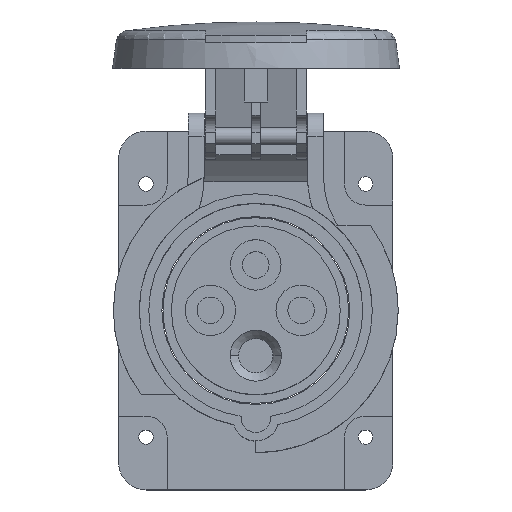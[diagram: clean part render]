
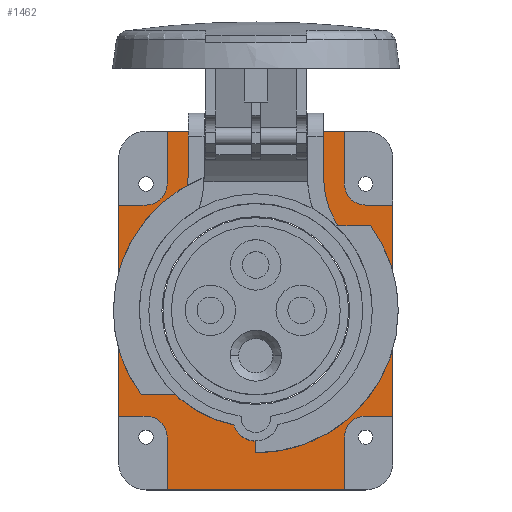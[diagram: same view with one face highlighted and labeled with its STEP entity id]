
A CAD part, top view. The second image highlights one B-rep face of the part: STEP entity #1462.
In plain terms, the highlighted planar face has unit normal (0, 0, 1).
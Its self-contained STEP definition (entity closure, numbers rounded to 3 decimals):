
#1=CARTESIAN_POINT('',(26.,30.,-38.5));
#2=DIRECTION('',(0.,0.,1.));
#3=DIRECTION('',(-1.,0.,0.));
#4=AXIS2_PLACEMENT_3D('',#1,#2,#3);
#6=DIRECTION('',(1.,0.,0.));
#7=VECTOR('',#6,6.5);
#8=CARTESIAN_POINT('',(26.,25.,-38.5));
#9=LINE('',#8,#7);
#10=DIRECTION('',(0.,-1.,0.));
#11=VECTOR('',#10,50.);
#12=CARTESIAN_POINT('',(32.5,25.,-38.5));
#13=LINE('',#12,#11);
#14=CARTESIAN_POINT('',(26.,-30.,-38.5));
#15=DIRECTION('',(0.,0.,1.));
#16=DIRECTION('',(0.,1.,0.));
#17=AXIS2_PLACEMENT_3D('',#14,#15,#16);
#19=DIRECTION('',(0.,-1.,0.));
#20=VECTOR('',#19,12.5);
#21=CARTESIAN_POINT('',(21.,-30.,-38.5));
#22=LINE('',#21,#20);
#23=DIRECTION('',(-1.,0.,0.));
#24=VECTOR('',#23,42.);
#25=CARTESIAN_POINT('',(21.,-42.5,-38.5));
#26=LINE('',#25,#24);
#27=CARTESIAN_POINT('',(-26.,-30.,-38.5));
#28=DIRECTION('',(0.,0.,1.));
#29=DIRECTION('',(1.,0.,0.));
#30=AXIS2_PLACEMENT_3D('',#27,#28,#29);
#32=DIRECTION('',(-1.,0.,0.));
#33=VECTOR('',#32,6.5);
#34=CARTESIAN_POINT('',(-26.,-25.,-38.5));
#35=LINE('',#34,#33);
#36=DIRECTION('',(0.,1.,0.));
#37=VECTOR('',#36,50.);
#38=CARTESIAN_POINT('',(-32.5,-25.,-38.5));
#39=LINE('',#38,#37);
#40=CARTESIAN_POINT('',(-26.,30.,-38.5));
#41=DIRECTION('',(0.,0.,1.));
#42=DIRECTION('',(0.,-1.,0.));
#43=AXIS2_PLACEMENT_3D('',#40,#41,#42);
#45=DIRECTION('',(0.,1.,0.));
#46=VECTOR('',#45,12.5);
#47=CARTESIAN_POINT('',(-21.,30.,-38.5));
#48=LINE('',#47,#46);
#49=CARTESIAN_POINT('',(-38.,31.877,-38.5));
#50=DIRECTION('',(0.,0.,-1.));
#51=DIRECTION('',(1.,0.,0.));
#52=AXIS2_PLACEMENT_3D('',#49,#50,#51);
#54=CARTESIAN_POINT('',(0.,0.,-38.5));
#55=DIRECTION('',(0.,0.,1.));
#56=DIRECTION('',(-0.766,0.643,0.));
#57=AXIS2_PLACEMENT_3D('',#54,#55,#56);
#59=CARTESIAN_POINT('',(0.,0.,-38.5));
#60=DIRECTION('',(0.,0.,1.));
#61=DIRECTION('',(-1.,0.,0.));
#62=AXIS2_PLACEMENT_3D('',#59,#60,#61);
#64=CARTESIAN_POINT('',(0.,-25.45,-38.5));
#65=DIRECTION('',(0.,0.,1.));
#66=DIRECTION('',(-0.954,-0.299,0.));
#67=AXIS2_PLACEMENT_3D('',#64,#65,#66);
#69=CARTESIAN_POINT('',(0.,0.,-38.5));
#70=DIRECTION('',(0.,0.,1.));
#71=DIRECTION('',(0.19,-0.982,0.));
#72=AXIS2_PLACEMENT_3D('',#69,#70,#71);
#74=CARTESIAN_POINT('',(0.,0.,-38.5));
#75=DIRECTION('',(0.,0.,1.));
#76=DIRECTION('',(1.,0.,0.));
#77=AXIS2_PLACEMENT_3D('',#74,#75,#76);
#79=CARTESIAN_POINT('',(38.,31.877,-38.5));
#80=DIRECTION('',(0.,0.,-1.));
#81=DIRECTION('',(-0.766,-0.643,0.));
#82=AXIS2_PLACEMENT_3D('',#79,#80,#81);
#84=DIRECTION('',(0.,1.,0.));
#85=VECTOR('',#84,1.331);
#86=CARTESIAN_POINT('',(16.,31.877,-38.5));
#87=LINE('',#86,#85);
#88=DIRECTION('',(-1.,0.,0.));
#89=VECTOR('',#88,42.);
#90=CARTESIAN_POINT('',(21.,42.5,-38.5));
#91=LINE('',#90,#89);
#108=DIRECTION('',(-1.,0.,0.));
#109=VECTOR('',#108,6.5);
#110=CARTESIAN_POINT('',(-26.,25.,-38.5));
#111=LINE('',#110,#109);
#128=DIRECTION('',(0.,-1.,0.));
#129=VECTOR('',#128,12.5);
#130=CARTESIAN_POINT('',(-21.,-30.,-38.5));
#131=LINE('',#130,#129);
#148=DIRECTION('',(1.,0.,0.));
#149=VECTOR('',#148,6.5);
#150=CARTESIAN_POINT('',(26.,-25.,-38.5));
#151=LINE('',#150,#149);
#168=DIRECTION('',(0.,1.,0.));
#169=VECTOR('',#168,12.5);
#170=CARTESIAN_POINT('',(21.,30.,-38.5));
#171=LINE('',#170,#169);
#762=DIRECTION('',(0.,1.,0.));
#763=VECTOR('',#762,1.331);
#764=CARTESIAN_POINT('',(-16.,31.877,-38.5));
#765=LINE('',#764,#763);
#784=DIRECTION('',(1.,0.,0.));
#785=VECTOR('',#784,32.);
#786=CARTESIAN_POINT('',(-16.,33.209,-38.5));
#787=LINE('',#786,#785);
#1092=CARTESIAN_POINT('',(21.,42.5,-38.5));
#1093=CARTESIAN_POINT('',(-21.,42.5,-38.5));
#1094=VERTEX_POINT('',#1092);
#1095=VERTEX_POINT('',#1093);
#1096=CARTESIAN_POINT('',(21.,30.,-38.5));
#1097=VERTEX_POINT('',#1096);
#1098=CARTESIAN_POINT('',(26.,25.,-38.5));
#1099=VERTEX_POINT('',#1098);
#1100=CARTESIAN_POINT('',(32.5,25.,-38.5));
#1101=VERTEX_POINT('',#1100);
#1102=CARTESIAN_POINT('',(32.5,-25.,-38.5));
#1103=VERTEX_POINT('',#1102);
#1104=CARTESIAN_POINT('',(26.,-25.,-38.5));
#1105=VERTEX_POINT('',#1104);
#1106=CARTESIAN_POINT('',(21.,-30.,-38.5));
#1107=VERTEX_POINT('',#1106);
#1108=CARTESIAN_POINT('',(21.,-42.5,-38.5));
#1109=VERTEX_POINT('',#1108);
#1110=CARTESIAN_POINT('',(-21.,-42.5,-38.5));
#1111=VERTEX_POINT('',#1110);
#1112=CARTESIAN_POINT('',(-21.,-30.,-38.5));
#1113=VERTEX_POINT('',#1112);
#1114=CARTESIAN_POINT('',(-26.,-25.,-38.5));
#1115=VERTEX_POINT('',#1114);
#1116=CARTESIAN_POINT('',(-32.5,-25.,-38.5));
#1117=VERTEX_POINT('',#1116);
#1118=CARTESIAN_POINT('',(-32.5,25.,-38.5));
#1119=VERTEX_POINT('',#1118);
#1120=CARTESIAN_POINT('',(-26.,25.,-38.5));
#1121=VERTEX_POINT('',#1120);
#1122=CARTESIAN_POINT('',(-21.,30.,-38.5));
#1123=VERTEX_POINT('',#1122);
#1124=CARTESIAN_POINT('',(-16.,33.209,-38.5));
#1125=CARTESIAN_POINT('',(16.,33.209,-38.5));
#1126=VERTEX_POINT('',#1124);
#1127=VERTEX_POINT('',#1125);
#1128=CARTESIAN_POINT('',(-16.,31.877,-38.5));
#1129=VERTEX_POINT('',#1128);
#1130=CARTESIAN_POINT('',(-21.145,17.738,-38.5));
#1131=VERTEX_POINT('',#1130);
#1132=CARTESIAN_POINT('',(-27.6,0.,-38.5));
#1133=VERTEX_POINT('',#1132);
#1134=CARTESIAN_POINT('',(-5.248,-27.097,-38.5));
#1135=VERTEX_POINT('',#1134);
#1136=CARTESIAN_POINT('',(5.248,-27.097,-38.5));
#1137=VERTEX_POINT('',#1136);
#1138=CARTESIAN_POINT('',(27.6,0.,-38.5));
#1139=VERTEX_POINT('',#1138);
#1140=CARTESIAN_POINT('',(21.145,17.738,-38.5));
#1141=VERTEX_POINT('',#1140);
#1142=CARTESIAN_POINT('',(16.,31.877,-38.5));
#1143=VERTEX_POINT('',#1142);
#1401=CARTESIAN_POINT('',(0.,0.,-38.5));
#1402=DIRECTION('',(0.,0.,1.));
#1403=DIRECTION('',(1.,0.,0.));
#1404=AXIS2_PLACEMENT_3D('',#1401,#1402,#1403);
#1405=PLANE('',#1404);
#1407=ORIENTED_EDGE('',*,*,#1406,.F.);
#1409=ORIENTED_EDGE('',*,*,#1408,.F.);
#1411=ORIENTED_EDGE('',*,*,#1410,.T.);
#1413=ORIENTED_EDGE('',*,*,#1412,.T.);
#1415=ORIENTED_EDGE('',*,*,#1414,.T.);
#1417=ORIENTED_EDGE('',*,*,#1416,.F.);
#1419=ORIENTED_EDGE('',*,*,#1418,.T.);
#1421=ORIENTED_EDGE('',*,*,#1420,.T.);
#1423=ORIENTED_EDGE('',*,*,#1422,.T.);
#1425=ORIENTED_EDGE('',*,*,#1424,.F.);
#1427=ORIENTED_EDGE('',*,*,#1426,.T.);
#1429=ORIENTED_EDGE('',*,*,#1428,.T.);
#1431=ORIENTED_EDGE('',*,*,#1430,.T.);
#1433=ORIENTED_EDGE('',*,*,#1432,.F.);
#1435=ORIENTED_EDGE('',*,*,#1434,.T.);
#1437=ORIENTED_EDGE('',*,*,#1436,.T.);
#1438=EDGE_LOOP('',(#1407,#1409,#1411,#1413,#1415,#1417,#1419,#1421,#1423,#1425,
#1427,#1429,#1431,#1433,#1435,#1437));
#1439=FACE_OUTER_BOUND('',#1438,.F.);
#1441=ORIENTED_EDGE('',*,*,#1440,.F.);
#1443=ORIENTED_EDGE('',*,*,#1442,.F.);
#1445=ORIENTED_EDGE('',*,*,#1444,.T.);
#1447=ORIENTED_EDGE('',*,*,#1446,.T.);
#1449=ORIENTED_EDGE('',*,*,#1448,.T.);
#1451=ORIENTED_EDGE('',*,*,#1450,.T.);
#1453=ORIENTED_EDGE('',*,*,#1452,.T.);
#1455=ORIENTED_EDGE('',*,*,#1454,.T.);
#1457=ORIENTED_EDGE('',*,*,#1456,.T.);
#1459=ORIENTED_EDGE('',*,*,#1458,.T.);
#1460=EDGE_LOOP('',(#1441,#1443,#1445,#1447,#1449,#1451,#1453,#1455,#1457,
#1459));
#1461=FACE_BOUND('',#1460,.F.);
#1462=ADVANCED_FACE('',(#1439,#1461),#1405,.T.);
#5=CIRCLE('',#4,5.);
#18=CIRCLE('',#17,5.);
#31=CIRCLE('',#30,5.);
#44=CIRCLE('',#43,5.);
#53=CIRCLE('',#52,22.);
#58=CIRCLE('',#57,27.6);
#63=CIRCLE('',#62,27.6);
#68=CIRCLE('',#67,5.5);
#73=CIRCLE('',#72,27.6);
#78=CIRCLE('',#77,27.6);
#83=CIRCLE('',#82,22.);
#1406=EDGE_CURVE('',#1094,#1095,#91,.T.);
#1408=EDGE_CURVE('',#1097,#1094,#171,.T.);
#1410=EDGE_CURVE('',#1097,#1099,#5,.T.);
#1412=EDGE_CURVE('',#1099,#1101,#9,.T.);
#1414=EDGE_CURVE('',#1101,#1103,#13,.T.);
#1416=EDGE_CURVE('',#1105,#1103,#151,.T.);
#1418=EDGE_CURVE('',#1105,#1107,#18,.T.);
#1420=EDGE_CURVE('',#1107,#1109,#22,.T.);
#1422=EDGE_CURVE('',#1109,#1111,#26,.T.);
#1424=EDGE_CURVE('',#1113,#1111,#131,.T.);
#1426=EDGE_CURVE('',#1113,#1115,#31,.T.);
#1428=EDGE_CURVE('',#1115,#1117,#35,.T.);
#1430=EDGE_CURVE('',#1117,#1119,#39,.T.);
#1432=EDGE_CURVE('',#1121,#1119,#111,.T.);
#1434=EDGE_CURVE('',#1121,#1123,#44,.T.);
#1436=EDGE_CURVE('',#1123,#1095,#48,.T.);
#1440=EDGE_CURVE('',#1126,#1127,#787,.T.);
#1442=EDGE_CURVE('',#1129,#1126,#765,.T.);
#1444=EDGE_CURVE('',#1129,#1131,#53,.T.);
#1446=EDGE_CURVE('',#1131,#1133,#58,.T.);
#1448=EDGE_CURVE('',#1133,#1135,#63,.T.);
#1450=EDGE_CURVE('',#1135,#1137,#68,.T.);
#1452=EDGE_CURVE('',#1137,#1139,#73,.T.);
#1454=EDGE_CURVE('',#1139,#1141,#78,.T.);
#1456=EDGE_CURVE('',#1141,#1143,#83,.T.);
#1458=EDGE_CURVE('',#1143,#1127,#87,.T.);
